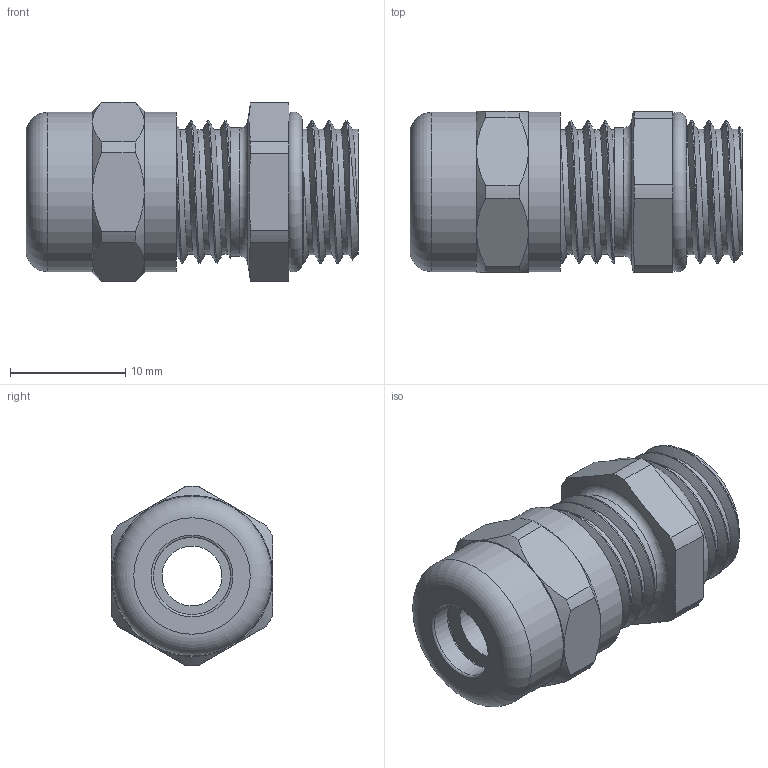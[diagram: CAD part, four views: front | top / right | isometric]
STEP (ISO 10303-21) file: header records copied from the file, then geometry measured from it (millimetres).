
FILE_DESCRIPTION(/* description */ ('Euro-Top PG 7 Edelstahl, KB: 2-5 mm'),/* implementation_level */ '2;1');
FILE_NAME(/* name */ '90180407-RST.stp',/* time_stamp */ '2019-12-16T07:47:02+01:00',/* author */ ('sl'),/* organization */ (''),/* preprocessor_version */ 'ST-DEVELOPER v16.5',/* originating_system */ 'Autodesk Inventor 2017',/* authorisation */ '');
FILE_SCHEMA (('AUTOMOTIVE_DESIGN { 1 0 10303 214 3 1 1 }'));
Length unit declared in the file: millimetre
Products named in the file (6): 90180407; 90080407; 90180407_1; 90080407_1; 90080407_2; 90080407_3
Assembly tree (5 placements, depth 2):
  90180407
    90080407
    90180407_1
    90080407_1
    90080407_2
    90080407_3
Bounding box: 28.81 x 14 x 15.58 mm (x, y, z)
Volume: 2178.9 mm3; surface area: 4540.1 mm2
Topology: 5 solids, 5 shells, 476 faces, 1209 edges, 757 vertices
Faces by surface type: plane 187, cylinder 124, cone 68, bspline 44, torus 41, sphere 12
Full cylindrical faces by diameter (mm): 5.2 x1, 6.69 x1, 6.7 x1, 8 x3, 8.24 x4, 8.3 x1, 8.56 x1, 8.8 x1, 9.57 x1, 9.7 x1, 10.34 x1, 10.878 x3, 11.16 x1, 11.18 x1, 11.33 x6, 13.678 x1, 13.83 x2
Entity records: 17463 total; most frequent: CARTESIAN_POINT 6546, ORIENTED_EDGE 2274, DIRECTION 2274, EDGE_CURVE 1137, AXIS2_PLACEMENT_3D 929, VERTEX_POINT 730, EDGE_LOOP 527, CIRCLE 493
